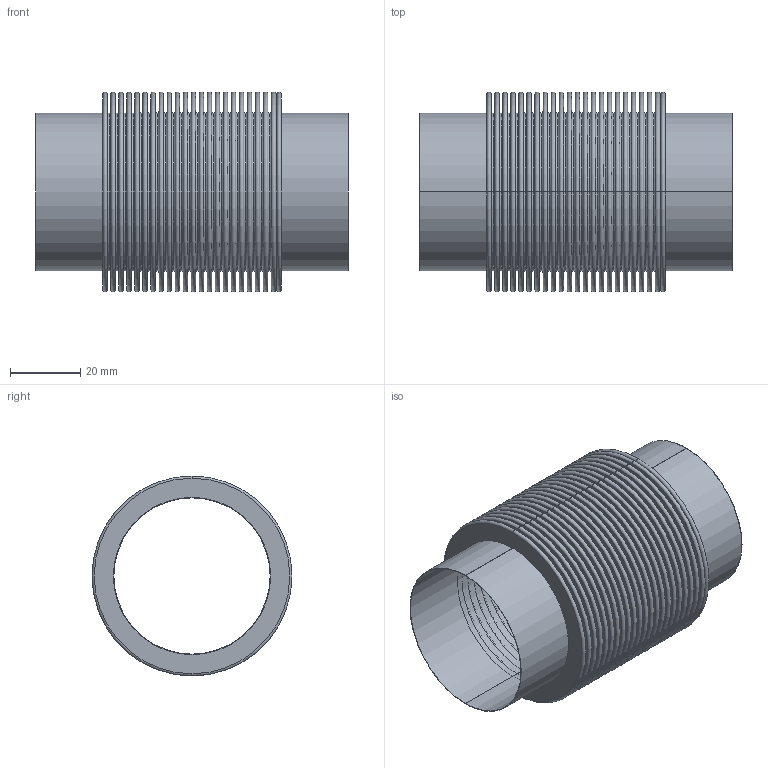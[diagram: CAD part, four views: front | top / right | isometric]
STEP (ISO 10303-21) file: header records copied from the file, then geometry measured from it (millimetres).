
FILE_DESCRIPTION (( 'STEP AP203' ), '1' );
FILE_NAME ('470013.STEP', '2013-09-23T19:03:22', ( '' ), ( '' ), 'SwSTEP 2.0', 'SolidWorks 2012', '' );
FILE_SCHEMA (( 'CONFIG_CONTROL_DESIGN' ));
Length unit declared in the file: inch
Products named in the file (1): 470013
Bounding box: 88.9 x 56.96 x 56.96 mm (x, y, z)
Volume: 29885.2 mm3; surface area: 67090.7 mm2
Topology: 1 solids, 1 shells, 188 faces, 376 edges, 236 vertices
Faces by surface type: torus 134, plane 48, cylinder 6
Entity records: 5161 total; most frequent: DIRECTION 1124, CARTESIAN_POINT 801, ORIENTED_EDGE 752, AXIS2_PLACEMENT_3D 559, EDGE_CURVE 376, CIRCLE 370, VERTEX_POINT 236, EDGE_LOOP 236
